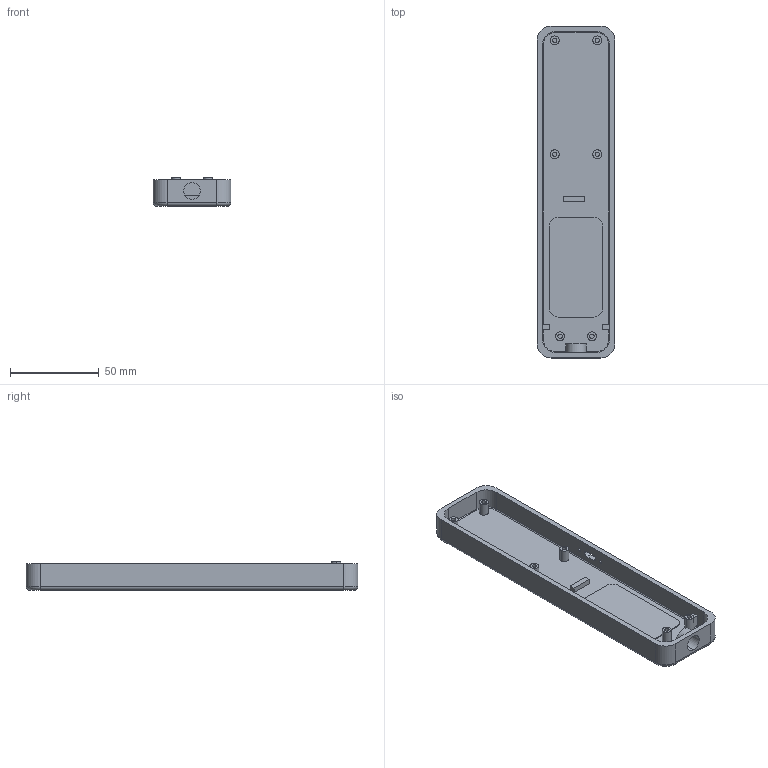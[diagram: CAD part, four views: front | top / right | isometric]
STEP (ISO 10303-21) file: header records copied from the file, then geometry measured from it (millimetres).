
FILE_DESCRIPTION (( 'STEP AP203' ), '1' );
FILE_NAME ('Base.STEP', '2024-12-19T19:46:12', ( '' ), ( '' ), 'SwSTEP 2.0', 'SolidWorks 2023', '' );
FILE_SCHEMA (( 'CONFIG_CONTROL_DESIGN' ));
Length unit declared in the file: millimetre
Products named in the file (1): Base
Bounding box: 44 x 187.26 x 16 mm (x, y, z)
Volume: 42195.2 mm3; surface area: 29585.6 mm2
Topology: 1 solids, 1 shells, 109 faces, 260 edges, 168 vertices
Faces by surface type: cylinder 57, plane 44, torus 8
Entity records: 3297 total; most frequent: DIRECTION 598, CARTESIAN_POINT 560, ORIENTED_EDGE 520, EDGE_CURVE 260, AXIS2_PLACEMENT_3D 230, VERTEX_POINT 168, VECTOR 138, LINE 138
